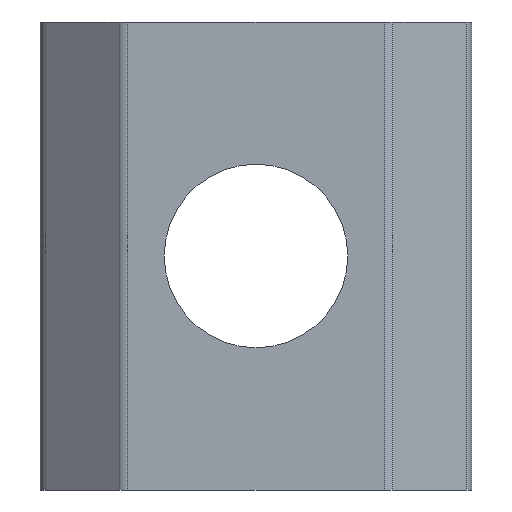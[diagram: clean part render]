
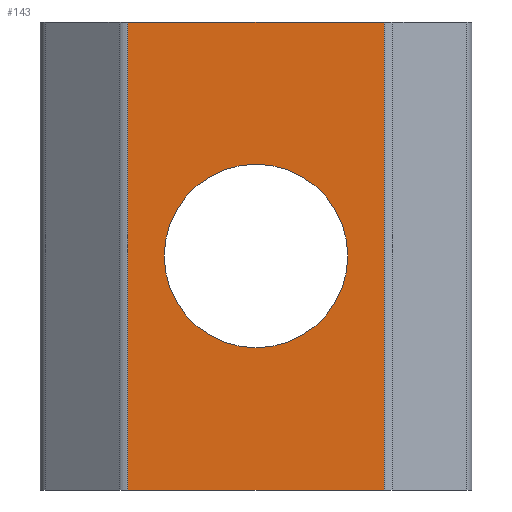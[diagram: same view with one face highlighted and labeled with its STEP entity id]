
A CAD part, front view. The second image highlights one B-rep face of the part: STEP entity #143.
In plain terms, the highlighted planar face has unit normal (0, -1, 0).
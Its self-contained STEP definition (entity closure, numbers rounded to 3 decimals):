
#15 = LINE ( 'NONE', #140, #227 ) ;
#18 = DIRECTION ( 'NONE',  ( -1., 0., 0. ) ) ;
#43 = EDGE_CURVE ( 'NONE', #534, #807, #531, .T. ) ;
#52 = FACE_OUTER_BOUND ( 'NONE', #861, .T. ) ;
#55 = VERTEX_POINT ( 'NONE', #517 ) ;
#68 = CARTESIAN_POINT ( 'NONE',  ( 2.791, -2.25, 5.1 ) ) ;
#76 = DIRECTION ( 'NONE',  ( -1., 0., 0. ) ) ;
#85 = ORIENTED_EDGE ( 'NONE', *, *, #494, .T. ) ;
#111 = CARTESIAN_POINT ( 'NONE',  ( -2., -2.25, 0. ) ) ;
#120 = DIRECTION ( 'NONE',  ( 1., 0., 0. ) ) ;
#140 = CARTESIAN_POINT ( 'NONE',  ( -2.791, -2.25, 5.1 ) ) ;
#143 = ADVANCED_FACE ( 'NONE', ( #168, #52 ), #797, .F. ) ;
#157 = ORIENTED_EDGE ( 'NONE', *, *, #426, .T. ) ;
#168 = FACE_BOUND ( 'NONE', #474, .T. ) ;
#184 = CARTESIAN_POINT ( 'NONE',  ( 2.9, -2.25, -5.1 ) ) ;
#185 = DIRECTION ( 'NONE',  ( 0., 1., 0. ) ) ;
#214 = VECTOR ( 'NONE', #765, 1000. ) ;
#227 = VECTOR ( 'NONE', #424, 1000. ) ;
#267 = DIRECTION ( 'NONE',  ( 0., 1., 0. ) ) ;
#270 = CARTESIAN_POINT ( 'NONE',  ( 0., -2.25, 0. ) ) ;
#310 = DIRECTION ( 'NONE',  ( -1., 0., 0. ) ) ;
#342 = CARTESIAN_POINT ( 'NONE',  ( -2.791, -2.25, 5.1 ) ) ;
#352 = CARTESIAN_POINT ( 'NONE',  ( -2.791, -2.25, -5.1 ) ) ;
#362 = VERTEX_POINT ( 'NONE', #352 ) ;
#364 = VECTOR ( 'NONE', #120, 1000. ) ;
#387 = ORIENTED_EDGE ( 'NONE', *, *, #43, .F. ) ;
#390 = CARTESIAN_POINT ( 'NONE',  ( 2.9, -2.25, 5.1 ) ) ;
#402 = LINE ( 'NONE', #68, #214 ) ;
#424 = DIRECTION ( 'NONE',  ( 0., 0., -1. ) ) ;
#426 = EDGE_CURVE ( 'NONE', #777, #55, #532, .T. ) ;
#431 = ORIENTED_EDGE ( 'NONE', *, *, #608, .T. ) ;
#462 = ORIENTED_EDGE ( 'NONE', *, *, #713, .T. ) ;
#474 = EDGE_LOOP ( 'NONE', ( #157, #431 ) ) ;
#494 = EDGE_CURVE ( 'NONE', #763, #807, #402, .T. ) ;
#517 = CARTESIAN_POINT ( 'NONE',  ( 2., -2.25, 0. ) ) ;
#531 = LINE ( 'NONE', #595, #673 ) ;
#532 = CIRCLE ( 'NONE', #881, 2. ) ;
#534 = VERTEX_POINT ( 'NONE', #342 ) ;
#595 = CARTESIAN_POINT ( 'NONE',  ( 2.9, -2.25, 5.1 ) ) ;
#603 = ORIENTED_EDGE ( 'NONE', *, *, #635, .T. ) ;
#608 = EDGE_CURVE ( 'NONE', #55, #777, #801, .T. ) ;
#634 = CARTESIAN_POINT ( 'NONE',  ( 0., -2.25, 0. ) ) ;
#635 = EDGE_CURVE ( 'NONE', #534, #362, #15, .T. ) ;
#650 = DIRECTION ( 'NONE',  ( 1., 0., 0. ) ) ;
#669 = CARTESIAN_POINT ( 'NONE',  ( 2.791, -2.25, -5.1 ) ) ;
#673 = VECTOR ( 'NONE', #650, 1000. ) ;
#704 = AXIS2_PLACEMENT_3D ( 'NONE', #390, #185, #310 ) ;
#706 = DIRECTION ( 'NONE',  ( 0., 1., 0. ) ) ;
#713 = EDGE_CURVE ( 'NONE', #362, #763, #876, .T. ) ;
#746 = CARTESIAN_POINT ( 'NONE',  ( 2.791, -2.25, 5.1 ) ) ;
#763 = VERTEX_POINT ( 'NONE', #669 ) ;
#765 = DIRECTION ( 'NONE',  ( 0., 0., 1. ) ) ;
#777 = VERTEX_POINT ( 'NONE', #111 ) ;
#797 = PLANE ( 'NONE',  #704 ) ;
#801 = CIRCLE ( 'NONE', #803, 2. ) ;
#803 = AXIS2_PLACEMENT_3D ( 'NONE', #634, #267, #18 ) ;
#807 = VERTEX_POINT ( 'NONE', #746 ) ;
#861 = EDGE_LOOP ( 'NONE', ( #462, #85, #387, #603 ) ) ;
#876 = LINE ( 'NONE', #184, #364 ) ;
#881 = AXIS2_PLACEMENT_3D ( 'NONE', #270, #706, #76 ) ;
